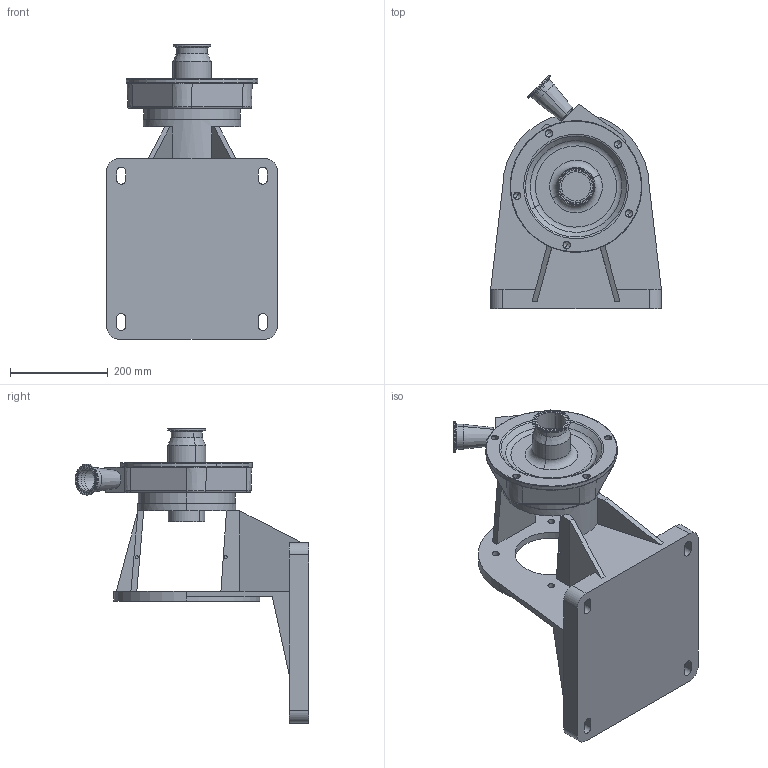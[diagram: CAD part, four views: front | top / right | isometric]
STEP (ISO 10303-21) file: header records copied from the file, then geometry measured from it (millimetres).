
FILE_DESCRIPTION (( 'STEP AP214' ), '1' );
FILE_NAME ('FP 1742-1732 280TSC 45L.STEP', '2023-05-05T16:43:06', ( '' ), ( '' ), 'SwSTEP 2.0', 'SolidWorks 2023', '' );
FILE_SCHEMA (( 'AUTOMOTIVE_DESIGN' ));
Length unit declared in the file: millimetre
Products named in the file (1): FP 1742-1732 280TSC 45L
Bounding box: 350 x 478.36 x 603 mm (x, y, z)
Volume: 12657212.8 mm3; surface area: 999801.5 mm2
Topology: 1 solids, 5 shells, 332 faces, 741 edges, 444 vertices
Faces by surface type: cylinder 113, plane 102, cone 68, torus 47, sphere 1, bspline 1
Entity records: 9244 total; most frequent: DIRECTION 1795, CARTESIAN_POINT 1554, ORIENTED_EDGE 1462, AXIS2_PLACEMENT_3D 740, EDGE_CURVE 731, VERTEX_POINT 444, CIRCLE 408, EDGE_LOOP 387
